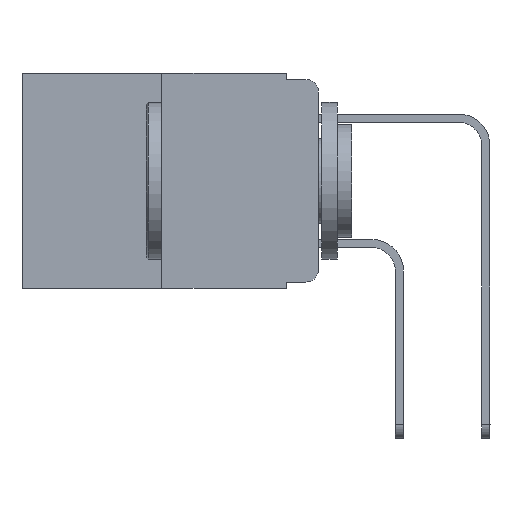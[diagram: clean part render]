
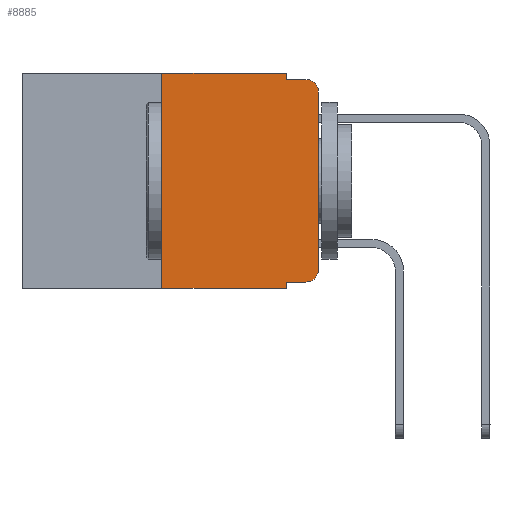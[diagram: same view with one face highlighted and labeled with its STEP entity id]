
A CAD part, left-side view. The second image highlights one B-rep face of the part: STEP entity #8885.
In plain terms, the highlighted planar face has unit normal (-1, 0, 0).
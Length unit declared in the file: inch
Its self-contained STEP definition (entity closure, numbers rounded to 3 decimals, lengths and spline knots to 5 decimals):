
#192 = LINE ( 'NONE', #9708, #1125 ) ;
#243 = ORIENTED_EDGE ( 'NONE', *, *, #2662, .F. ) ;
#671 = VERTEX_POINT ( 'NONE', #6805 ) ;
#867 = VERTEX_POINT ( 'NONE', #4428 ) ;
#976 = CARTESIAN_POINT ( 'NONE',  ( 0., 0.051, -0.343 ) ) ;
#1082 = CIRCLE ( 'NONE', #13611, 0.02 ) ;
#1125 = VECTOR ( 'NONE', #1308, 39.37008 ) ;
#1146 = ORIENTED_EDGE ( 'NONE', *, *, #12773, .F. ) ;
#1308 = DIRECTION ( 'NONE',  ( 0., -1., 0. ) ) ;
#1557 = FACE_OUTER_BOUND ( 'NONE', #7439, .T. ) ;
#1845 = ORIENTED_EDGE ( 'NONE', *, *, #5110, .F. ) ;
#2081 = CARTESIAN_POINT ( 'NONE',  ( 0., 0.051, 0. ) ) ;
#2089 = VERTEX_POINT ( 'NONE', #976 ) ;
#2240 = CARTESIAN_POINT ( 'NONE',  ( 0., 0.02, -0.01 ) ) ;
#2524 = VERTEX_POINT ( 'NONE', #2081 ) ;
#2644 = LINE ( 'NONE', #10463, #11279 ) ;
#2662 = EDGE_CURVE ( 'NONE', #2524, #867, #4335, .T. ) ;
#2923 = DIRECTION ( 'NONE',  ( 0., -1., 0. ) ) ;
#2974 = CARTESIAN_POINT ( 'NONE',  ( 0., 0., -0.03 ) ) ;
#3022 = CARTESIAN_POINT ( 'NONE',  ( 0., 0., 0. ) ) ;
#3154 = LINE ( 'NONE', #3022, #12684 ) ;
#3308 = VERTEX_POINT ( 'NONE', #11691 ) ;
#3377 = DIRECTION ( 'NONE',  ( 0., 0., -1. ) ) ;
#4046 = VERTEX_POINT ( 'NONE', #10404 ) ;
#4335 = LINE ( 'NONE', #12998, #11542 ) ;
#4339 = LINE ( 'NONE', #8593, #6091 ) ;
#4428 = CARTESIAN_POINT ( 'NONE',  ( 0., 0.051, -0.01 ) ) ;
#4436 = ORIENTED_EDGE ( 'NONE', *, *, #11631, .T. ) ;
#4490 = CARTESIAN_POINT ( 'NONE',  ( 0., 0.051, -0.333 ) ) ;
#4530 = VERTEX_POINT ( 'NONE', #2974 ) ;
#4968 = CARTESIAN_POINT ( 'NONE',  ( 0., 0.051, 0. ) ) ;
#5110 = EDGE_CURVE ( 'NONE', #671, #6528, #2644, .T. ) ;
#5167 = DIRECTION ( 'NONE',  ( 0., 0., 1. ) ) ;
#5302 = ORIENTED_EDGE ( 'NONE', *, *, #9147, .T. ) ;
#5341 = EDGE_CURVE ( 'NONE', #867, #6580, #8236, .T. ) ;
#5840 = CARTESIAN_POINT ( 'NONE',  ( 0., 0.02, -0.03 ) ) ;
#5852 = PLANE ( 'NONE',  #13364 ) ;
#6015 = LINE ( 'NONE', #4968, #7154 ) ;
#6091 = VECTOR ( 'NONE', #12019, 39.37008 ) ;
#6406 = DIRECTION ( 'NONE',  ( 0., 0., -1. ) ) ;
#6515 = DIRECTION ( 'NONE',  ( 0., 0., -1. ) ) ;
#6528 = VERTEX_POINT ( 'NONE', #7564 ) ;
#6580 = VERTEX_POINT ( 'NONE', #2240 ) ;
#6634 = VECTOR ( 'NONE', #13562, 39.37008 ) ;
#6666 = EDGE_CURVE ( 'NONE', #8374, #4046, #11252, .T. ) ;
#6797 = VECTOR ( 'NONE', #2923, 39.37008 ) ;
#6805 = CARTESIAN_POINT ( 'NONE',  ( 0., 0.25, -0.343 ) ) ;
#6996 = ORIENTED_EDGE ( 'NONE', *, *, #13616, .F. ) ;
#7019 = DIRECTION ( 'NONE',  ( -1., 0., 0. ) ) ;
#7123 = ORIENTED_EDGE ( 'NONE', *, *, #5341, .F. ) ;
#7154 = VECTOR ( 'NONE', #10403, 39.37008 ) ;
#7439 = EDGE_LOOP ( 'NONE', ( #5302, #4436, #7123, #243, #6996, #1845, #8277, #1146, #9098, #11421 ) ) ;
#7564 = CARTESIAN_POINT ( 'NONE',  ( 0., 0.25, 0. ) ) ;
#8236 = LINE ( 'NONE', #12500, #6797 ) ;
#8277 = ORIENTED_EDGE ( 'NONE', *, *, #13701, .T. ) ;
#8374 = VERTEX_POINT ( 'NONE', #4490 ) ;
#8593 = CARTESIAN_POINT ( 'NONE',  ( 0., 0.473, -0.343 ) ) ;
#8885 = ADVANCED_FACE ( 'NONE', ( #1557 ), #5852, .F. ) ;
#9098 = ORIENTED_EDGE ( 'NONE', *, *, #6666, .T. ) ;
#9147 = EDGE_CURVE ( 'NONE', #3308, #4530, #3154, .T. ) ;
#9148 = CARTESIAN_POINT ( 'NONE',  ( 0., 0.051, -0.333 ) ) ;
#9176 = DIRECTION ( 'NONE',  ( 0., 0., -1. ) ) ;
#9363 = CIRCLE ( 'NONE', #13612, 0.02 ) ;
#9596 = DIRECTION ( 'NONE',  ( -1., 0., 0. ) ) ;
#9708 = CARTESIAN_POINT ( 'NONE',  ( 0., 0.473, 0. ) ) ;
#9734 = CARTESIAN_POINT ( 'NONE',  ( 0., 0.02, -0.313 ) ) ;
#9991 = EDGE_CURVE ( 'NONE', #4046, #3308, #9363, .T. ) ;
#10097 = CARTESIAN_POINT ( 'NONE',  ( 0., 0.473, 0. ) ) ;
#10403 = DIRECTION ( 'NONE',  ( 0., 0., -1. ) ) ;
#10404 = CARTESIAN_POINT ( 'NONE',  ( 0., 0.02, -0.333 ) ) ;
#10463 = CARTESIAN_POINT ( 'NONE',  ( 0., 0.25, 0. ) ) ;
#10647 = DIRECTION ( 'NONE',  ( 0., 0., 1. ) ) ;
#11252 = LINE ( 'NONE', #9148, #6634 ) ;
#11279 = VECTOR ( 'NONE', #5167, 39.37008 ) ;
#11421 = ORIENTED_EDGE ( 'NONE', *, *, #9991, .T. ) ;
#11542 = VECTOR ( 'NONE', #6515, 39.37008 ) ;
#11631 = EDGE_CURVE ( 'NONE', #4530, #6580, #1082, .T. ) ;
#11691 = CARTESIAN_POINT ( 'NONE',  ( 0., 0., -0.313 ) ) ;
#12019 = DIRECTION ( 'NONE',  ( 0., -1., 0. ) ) ;
#12500 = CARTESIAN_POINT ( 'NONE',  ( 0., 0.051, -0.01 ) ) ;
#12684 = VECTOR ( 'NONE', #10647, 39.37008 ) ;
#12773 = EDGE_CURVE ( 'NONE', #8374, #2089, #6015, .T. ) ;
#12968 = DIRECTION ( 'NONE',  ( 1., 0., 0. ) ) ;
#12998 = CARTESIAN_POINT ( 'NONE',  ( 0., 0.051, 0. ) ) ;
#13364 = AXIS2_PLACEMENT_3D ( 'NONE', #10097, #12968, #3377 ) ;
#13562 = DIRECTION ( 'NONE',  ( 0., -1., 0. ) ) ;
#13611 = AXIS2_PLACEMENT_3D ( 'NONE', #5840, #7019, #9176 ) ;
#13612 = AXIS2_PLACEMENT_3D ( 'NONE', #9734, #9596, #6406 ) ;
#13616 = EDGE_CURVE ( 'NONE', #6528, #2524, #192, .T. ) ;
#13701 = EDGE_CURVE ( 'NONE', #671, #2089, #4339, .T. ) ;
